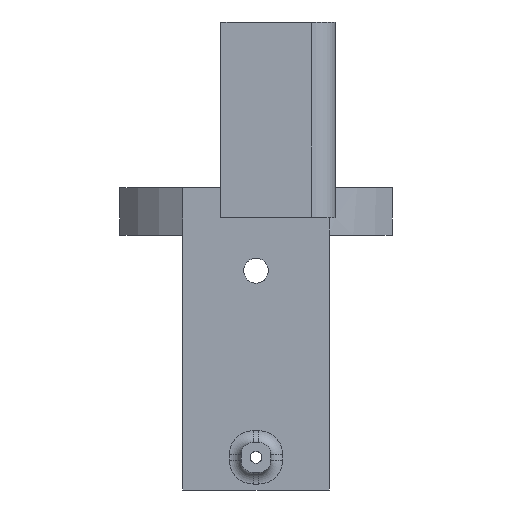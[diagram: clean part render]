
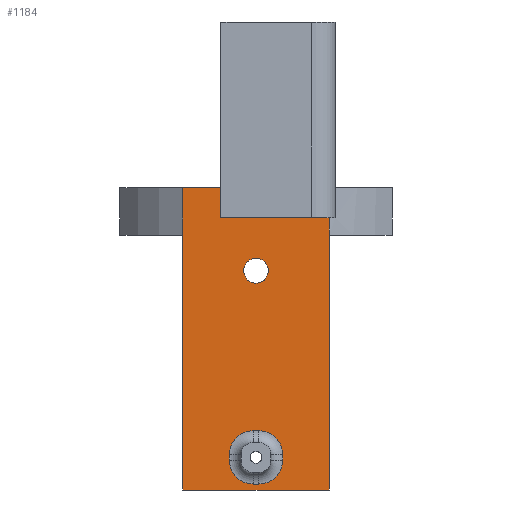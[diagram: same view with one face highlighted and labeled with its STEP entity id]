
A CAD part, left-side view. The second image highlights one B-rep face of the part: STEP entity #1184.
In plain terms, the highlighted planar face has unit normal (-1, 0, 0).
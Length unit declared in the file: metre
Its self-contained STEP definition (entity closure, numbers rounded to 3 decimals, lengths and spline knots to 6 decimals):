
#42=LINE('',#1746,#159);
#54=LINE('',#1771,#171);
#55=LINE('',#1773,#172);
#56=LINE('',#1775,#173);
#57=LINE('',#1777,#174);
#58=LINE('',#1779,#175);
#59=LINE('',#1781,#176);
#60=LINE('',#1783,#177);
#61=LINE('',#1785,#178);
#62=LINE('',#1787,#179);
#63=LINE('',#1789,#180);
#64=LINE('',#1795,#181);
#65=LINE('',#1799,#182);
#66=LINE('',#1803,#183);
#67=LINE('',#1807,#184);
#159=VECTOR('',#1389,1.);
#171=VECTOR('',#1403,1.);
#172=VECTOR('',#1404,1.);
#173=VECTOR('',#1405,1.);
#174=VECTOR('',#1406,1.);
#175=VECTOR('',#1407,1.);
#176=VECTOR('',#1408,1.);
#177=VECTOR('',#1409,1.);
#178=VECTOR('',#1410,1.);
#179=VECTOR('',#1411,1.);
#180=VECTOR('',#1412,1.);
#181=VECTOR('',#1417,1.);
#182=VECTOR('',#1420,1.);
#183=VECTOR('',#1423,1.);
#184=VECTOR('',#1426,1.);
#290=ORIENTED_EDGE('',*,*,#640,.T.);
#291=ORIENTED_EDGE('',*,*,#628,.T.);
#292=ORIENTED_EDGE('',*,*,#641,.F.);
#293=ORIENTED_EDGE('',*,*,#642,.T.);
#294=ORIENTED_EDGE('',*,*,#643,.F.);
#295=ORIENTED_EDGE('',*,*,#644,.T.);
#296=ORIENTED_EDGE('',*,*,#645,.T.);
#297=ORIENTED_EDGE('',*,*,#646,.F.);
#298=ORIENTED_EDGE('',*,*,#647,.F.);
#299=ORIENTED_EDGE('',*,*,#648,.F.);
#300=ORIENTED_EDGE('',*,*,#649,.F.);
#301=ORIENTED_EDGE('',*,*,#650,.F.);
#302=ORIENTED_EDGE('',*,*,#651,.T.);
#303=ORIENTED_EDGE('',*,*,#652,.T.);
#304=ORIENTED_EDGE('',*,*,#653,.T.);
#305=ORIENTED_EDGE('',*,*,#654,.T.);
#306=ORIENTED_EDGE('',*,*,#655,.T.);
#307=ORIENTED_EDGE('',*,*,#656,.T.);
#308=ORIENTED_EDGE('',*,*,#657,.T.);
#309=ORIENTED_EDGE('',*,*,#658,.T.);
#628=EDGE_CURVE('',#803,#804,#42,.T.);
#640=EDGE_CURVE('',#815,#803,#54,.T.);
#641=EDGE_CURVE('',#816,#804,#55,.T.);
#642=EDGE_CURVE('',#816,#817,#56,.T.);
#643=EDGE_CURVE('',#818,#817,#57,.T.);
#644=EDGE_CURVE('',#818,#819,#58,.T.);
#645=EDGE_CURVE('',#819,#820,#59,.T.);
#646=EDGE_CURVE('',#821,#820,#60,.T.);
#647=EDGE_CURVE('',#822,#821,#61,.T.);
#648=EDGE_CURVE('',#823,#822,#62,.T.);
#649=EDGE_CURVE('',#815,#823,#63,.T.);
#650=EDGE_CURVE('',#824,#824,#920,.T.);
#651=EDGE_CURVE('',#825,#826,#921,.T.);
#652=EDGE_CURVE('',#826,#827,#64,.F.);
#653=EDGE_CURVE('',#827,#828,#922,.T.);
#654=EDGE_CURVE('',#828,#829,#65,.F.);
#655=EDGE_CURVE('',#829,#830,#923,.T.);
#656=EDGE_CURVE('',#830,#831,#66,.T.);
#657=EDGE_CURVE('',#831,#832,#924,.T.);
#658=EDGE_CURVE('',#832,#825,#67,.T.);
#803=VERTEX_POINT('',#1747);
#804=VERTEX_POINT('',#1748);
#815=VERTEX_POINT('',#1772);
#816=VERTEX_POINT('',#1774);
#817=VERTEX_POINT('',#1776);
#818=VERTEX_POINT('',#1778);
#819=VERTEX_POINT('',#1780);
#820=VERTEX_POINT('',#1782);
#821=VERTEX_POINT('',#1784);
#822=VERTEX_POINT('',#1786);
#823=VERTEX_POINT('',#1788);
#824=VERTEX_POINT('',#1791);
#825=VERTEX_POINT('',#1793);
#826=VERTEX_POINT('',#1794);
#827=VERTEX_POINT('',#1796);
#828=VERTEX_POINT('',#1798);
#829=VERTEX_POINT('',#1800);
#830=VERTEX_POINT('',#1802);
#831=VERTEX_POINT('',#1804);
#832=VERTEX_POINT('',#1806);
#920=CIRCLE('',#1265,0.0021);
#921=CIRCLE('',#1266,0.004);
#922=CIRCLE('',#1267,0.004);
#923=CIRCLE('',#1268,0.004);
#924=CIRCLE('',#1269,0.004);
#976=EDGE_LOOP('',(#290,#291,#292,#293,#294,#295,#296,#297,#298,#299,#300));
#977=EDGE_LOOP('',(#301));
#978=EDGE_LOOP('',(#302,#303,#304,#305,#306,#307,#308,#309));
#1062=FACE_BOUND('',#976,.T.);
#1063=FACE_BOUND('',#977,.T.);
#1064=FACE_BOUND('',#978,.T.);
#1146=PLANE('',#1264);
#1184=ADVANCED_FACE('',(#1062,#1063,#1064),#1146,.F.);
#1264=AXIS2_PLACEMENT_3D('',#1770,#1401,#1402);
#1265=AXIS2_PLACEMENT_3D('',#1790,#1413,#1414);
#1266=AXIS2_PLACEMENT_3D('',#1792,#1415,#1416);
#1267=AXIS2_PLACEMENT_3D('',#1797,#1418,#1419);
#1268=AXIS2_PLACEMENT_3D('',#1801,#1421,#1422);
#1269=AXIS2_PLACEMENT_3D('',#1805,#1424,#1425);
#1389=DIRECTION('',(0.,0.,1.));
#1401=DIRECTION('',(1.,0.,0.));
#1402=DIRECTION('',(0.,1.,0.));
#1403=DIRECTION('',(0.,1.,0.));
#1404=DIRECTION('',(0.,-1.,0.));
#1405=DIRECTION('',(0.,0.,-1.));
#1406=DIRECTION('',(0.,0.,1.));
#1407=DIRECTION('',(0.,-1.,0.));
#1408=DIRECTION('',(0.,0.,1.));
#1409=DIRECTION('',(0.,0.,-1.));
#1410=DIRECTION('',(0.,-1.,0.));
#1411=DIRECTION('',(0.,-1.,0.));
#1412=DIRECTION('',(0.,0.,-1.));
#1413=DIRECTION('',(-1.,0.,0.));
#1414=DIRECTION('',(0.,-1.,0.));
#1415=DIRECTION('',(1.,0.,0.));
#1416=DIRECTION('',(0.,1.,0.));
#1417=DIRECTION('',(0.,0.,-1.));
#1418=DIRECTION('',(1.,0.,0.));
#1419=DIRECTION('',(0.,1.,0.));
#1420=DIRECTION('',(0.,1.,0.));
#1421=DIRECTION('',(1.,0.,0.));
#1422=DIRECTION('',(0.,1.,0.));
#1423=DIRECTION('',(0.,0.,-1.));
#1424=DIRECTION('',(1.,0.,0.));
#1425=DIRECTION('',(0.,1.,0.));
#1426=DIRECTION('',(0.,1.,0.));
#1746=CARTESIAN_POINT('',(-0.025,0.005913,0.008));
#1747=CARTESIAN_POINT('',(-0.025,0.005913,0.003));
#1748=CARTESIAN_POINT('',(-0.025,0.005913,0.008));
#1770=CARTESIAN_POINT('',(-0.025,0.,0.008));
#1771=CARTESIAN_POINT('',(-0.025,0.,0.003));
#1772=CARTESIAN_POINT('',(-0.025,0.002913,0.003));
#1773=CARTESIAN_POINT('',(-0.025,0.,0.008));
#1774=CARTESIAN_POINT('',(-0.025,0.012339,0.008));
#1775=CARTESIAN_POINT('',(-0.025,0.012339,0.008));
#1776=CARTESIAN_POINT('',(-0.025,0.012339,0.));
#1777=CARTESIAN_POINT('',(-0.025,0.012339,-0.015));
#1778=CARTESIAN_POINT('',(-0.025,0.012339,-0.043));
#1779=CARTESIAN_POINT('',(-0.025,0.,-0.043));
#1780=CARTESIAN_POINT('',(-0.025,-0.012339,-0.043));
#1781=CARTESIAN_POINT('',(-0.025,-0.012339,-0.015));
#1782=CARTESIAN_POINT('',(-0.025,-0.012339,0.));
#1783=CARTESIAN_POINT('',(-0.025,-0.012339,0.008));
#1784=CARTESIAN_POINT('',(-0.025,-0.012339,0.002938));
#1785=CARTESIAN_POINT('',(-0.025,0.,0.002938));
#1786=CARTESIAN_POINT('',(-0.025,-0.011387,0.002938));
#1787=CARTESIAN_POINT('',(-0.025,0.,0.002938));
#1788=CARTESIAN_POINT('',(-0.025,0.002913,0.002938));
#1789=CARTESIAN_POINT('',(-0.025,0.002913,0.008));
#1790=CARTESIAN_POINT('',(-0.025,0.,-0.006));
#1791=CARTESIAN_POINT('',(-0.025,-0.0021,-0.006));
#1792=CARTESIAN_POINT('',(-0.025,0.0005,-0.038));
#1793=CARTESIAN_POINT('',(-0.025,0.0005,-0.042));
#1794=CARTESIAN_POINT('',(-0.025,0.0045,-0.038));
#1795=CARTESIAN_POINT('',(-0.025,0.0045,-0.037));
#1796=CARTESIAN_POINT('',(-0.025,0.0045,-0.037));
#1797=CARTESIAN_POINT('',(-0.025,0.0005,-0.037));
#1798=CARTESIAN_POINT('',(-0.025,0.0005,-0.033));
#1799=CARTESIAN_POINT('',(-0.025,-0.0005,-0.033));
#1800=CARTESIAN_POINT('',(-0.025,-0.0005,-0.033));
#1801=CARTESIAN_POINT('',(-0.025,-0.0005,-0.037));
#1802=CARTESIAN_POINT('',(-0.025,-0.0045,-0.037));
#1803=CARTESIAN_POINT('',(-0.025,-0.0045,0.008));
#1804=CARTESIAN_POINT('',(-0.025,-0.0045,-0.038));
#1805=CARTESIAN_POINT('',(-0.025,-0.0005,-0.038));
#1806=CARTESIAN_POINT('',(-0.025,-0.0005,-0.042));
#1807=CARTESIAN_POINT('',(-0.025,0.,-0.042));
